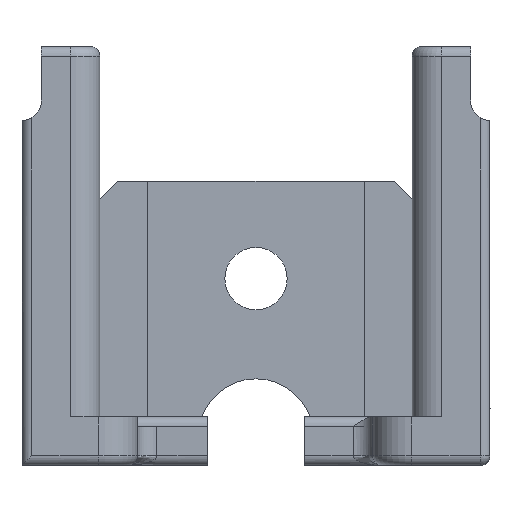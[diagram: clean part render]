
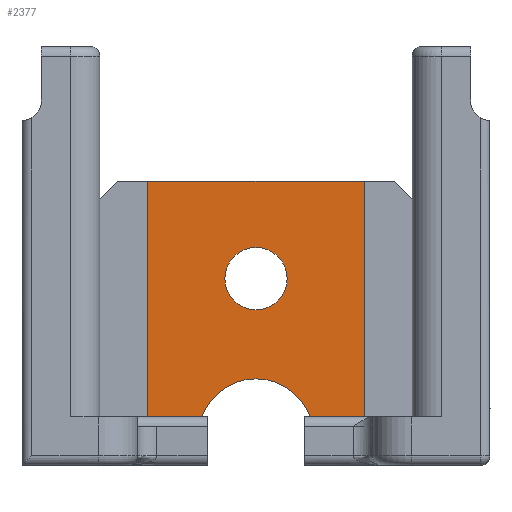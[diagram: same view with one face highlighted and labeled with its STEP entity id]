
A CAD part, front view. The second image highlights one B-rep face of the part: STEP entity #2377.
In plain terms, the highlighted planar face has unit normal (0, -1, 0).
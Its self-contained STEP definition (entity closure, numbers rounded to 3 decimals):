
#57=FACE_BOUND('',#358,.T.);
#111=PLANE('',#2611);
#222=FACE_OUTER_BOUND('',#357,.T.);
#357=EDGE_LOOP('',(#2056,#2057,#2058,#2059,#2060,#2061,#2062,#2063));
#358=EDGE_LOOP('',(#2064));
#461=CIRCLE('',#2607,2.95);
#463=CIRCLE('',#2610,1.6);
#573=LINE('',#3790,#799);
#652=LINE('',#4070,#878);
#673=LINE('',#4132,#899);
#683=LINE('',#4151,#909);
#687=LINE('',#4158,#913);
#689=LINE('',#4169,#915);
#690=LINE('',#4170,#916);
#799=VECTOR('',#2934,10.);
#878=VECTOR('',#3149,10.);
#899=VECTOR('',#3208,10.);
#909=VECTOR('',#3228,10.);
#913=VECTOR('',#3234,10.);
#915=VECTOR('',#3250,10.);
#916=VECTOR('',#3251,10.);
#1067=VERTEX_POINT('',#3787);
#1068=VERTEX_POINT('',#3789);
#1131=VERTEX_POINT('',#4067);
#1132=VERTEX_POINT('',#4069);
#1149=VERTEX_POINT('',#4129);
#1150=VERTEX_POINT('',#4131);
#1154=VERTEX_POINT('',#4150);
#1156=VERTEX_POINT('',#4156);
#1158=VERTEX_POINT('',#4165);
#1323=EDGE_CURVE('',#1067,#1068,#573,.T.);
#1432=EDGE_CURVE('',#1131,#1132,#652,.T.);
#1463=EDGE_CURVE('',#1149,#1150,#673,.T.);
#1473=EDGE_CURVE('',#1154,#1132,#683,.T.);
#1477=EDGE_CURVE('',#1067,#1156,#687,.T.);
#1479=EDGE_CURVE('',#1156,#1154,#461,.T.);
#1482=EDGE_CURVE('',#1158,#1158,#463,.T.);
#1483=EDGE_CURVE('',#1150,#1131,#689,.F.);
#1484=EDGE_CURVE('',#1068,#1149,#690,.F.);
#2056=ORIENTED_EDGE('',*,*,#1477,.T.);
#2057=ORIENTED_EDGE('',*,*,#1479,.T.);
#2058=ORIENTED_EDGE('',*,*,#1473,.T.);
#2059=ORIENTED_EDGE('',*,*,#1432,.F.);
#2060=ORIENTED_EDGE('',*,*,#1483,.F.);
#2061=ORIENTED_EDGE('',*,*,#1463,.F.);
#2062=ORIENTED_EDGE('',*,*,#1484,.F.);
#2063=ORIENTED_EDGE('',*,*,#1323,.F.);
#2064=ORIENTED_EDGE('',*,*,#1482,.T.);
#2377=ADVANCED_FACE('',(#222,#57),#111,.T.);
#2607=AXIS2_PLACEMENT_3D('',#4161,#3239,#3240);
#2610=AXIS2_PLACEMENT_3D('',#4167,#3246,#3247);
#2611=AXIS2_PLACEMENT_3D('',#4168,#3248,#3249);
#2934=DIRECTION('',(-1.,0.,0.));
#3149=DIRECTION('',(-1.,0.,0.));
#3208=DIRECTION('',(1.,0.,0.));
#3228=DIRECTION('',(0.,0.,-1.));
#3234=DIRECTION('',(0.,0.,1.));
#3239=DIRECTION('center_axis',(0.,1.,0.));
#3240=DIRECTION('ref_axis',(-1.,0.,0.));
#3246=DIRECTION('center_axis',(0.,1.,0.));
#3247=DIRECTION('ref_axis',(-1.,0.,0.));
#3248=DIRECTION('center_axis',(0.,-1.,0.));
#3249=DIRECTION('ref_axis',(1.,0.,0.));
#3250=DIRECTION('',(0.,0.,1.));
#3251=DIRECTION('',(0.,0.,-1.));
#3787=CARTESIAN_POINT('',(-2.592,35.499,-36.936));
#3789=CARTESIAN_POINT('',(-5.196,35.499,-36.936));
#3790=CARTESIAN_POINT('',(5.812,35.499,-36.936));
#4067=CARTESIAN_POINT('',(5.912,35.499,-36.936));
#4069=CARTESIAN_POINT('',(3.308,35.499,-36.936));
#4070=CARTESIAN_POINT('',(5.812,35.499,-36.936));
#4129=CARTESIAN_POINT('',(-5.196,35.499,-22.336));
#4131=CARTESIAN_POINT('',(5.912,35.499,-22.336));
#4132=CARTESIAN_POINT('',(-5.096,35.499,-22.336));
#4150=CARTESIAN_POINT('',(3.308,35.499,-35.433));
#4151=CARTESIAN_POINT('',(3.308,35.499,-36.936));
#4156=CARTESIAN_POINT('',(-2.592,35.499,-35.433));
#4158=CARTESIAN_POINT('',(-2.592,35.499,-36.185));
#4161=CARTESIAN_POINT('Origin',(0.358,35.499,-35.433));
#4165=CARTESIAN_POINT('',(1.958,35.499,-27.336));
#4167=CARTESIAN_POINT('Origin',(0.358,35.499,-27.336));
#4168=CARTESIAN_POINT('Origin',(-5.096,35.499,-36.936));
#4169=CARTESIAN_POINT('',(5.912,35.499,-36.936));
#4170=CARTESIAN_POINT('',(-5.196,35.499,-36.936));
